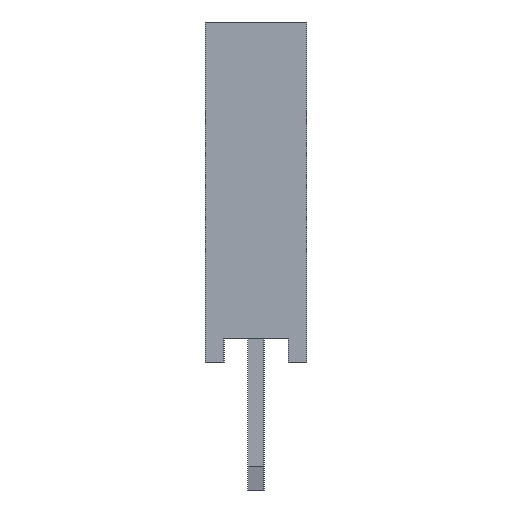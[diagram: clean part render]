
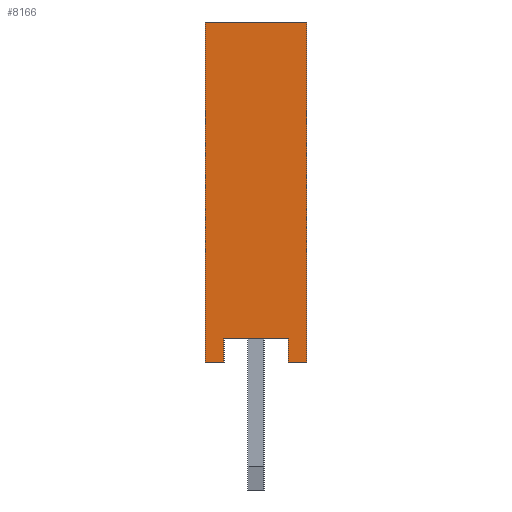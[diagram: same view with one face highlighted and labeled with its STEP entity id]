
A CAD part, left-side view. The second image highlights one B-rep face of the part: STEP entity #8166.
In plain terms, the highlighted planar face has unit normal (-1, 0, 0).
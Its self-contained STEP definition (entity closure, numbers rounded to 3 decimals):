
#85 = CARTESIAN_POINT ( 'NONE',  ( -1.27, 2.07, 0.6 ) ) ;
#254 = ORIENTED_EDGE ( 'NONE', *, *, #11961, .F. ) ;
#411 = DIRECTION ( 'NONE',  ( 0., 0., -1. ) ) ;
#430 = ORIENTED_EDGE ( 'NONE', *, *, #1213, .T. ) ;
#432 = LINE ( 'NONE', #7714, #3238 ) ;
#558 = LINE ( 'NONE', #8896, #15045 ) ;
#601 = CARTESIAN_POINT ( 'NONE',  ( -1.27, 2.54, 8.5 ) ) ;
#764 = CARTESIAN_POINT ( 'NONE',  ( -1.27, 2.54, 8.5 ) ) ;
#1151 = CARTESIAN_POINT ( 'NONE',  ( -1.27, 2.54, 8.5 ) ) ;
#1182 = VECTOR ( 'NONE', #6978, 1000. ) ;
#1213 = EDGE_CURVE ( 'NONE', #11142, #1457, #10369, .T. ) ;
#1457 = VERTEX_POINT ( 'NONE', #9900 ) ;
#1532 = VECTOR ( 'NONE', #4290, 1000. ) ;
#1625 = CARTESIAN_POINT ( 'NONE',  ( -1.27, 2.54, 0. ) ) ;
#1807 = ORIENTED_EDGE ( 'NONE', *, *, #6975, .F. ) ;
#1967 = EDGE_LOOP ( 'NONE', ( #8865, #6774, #4694, #12586, #5048, #1807, #254, #430 ) ) ;
#2182 = CARTESIAN_POINT ( 'NONE',  ( -1.27, 2.07, 0. ) ) ;
#3038 = EDGE_CURVE ( 'NONE', #1457, #12520, #15224, .T. ) ;
#3096 = VECTOR ( 'NONE', #411, 1000. ) ;
#3153 = FACE_OUTER_BOUND ( 'NONE', #1967, .T. ) ;
#3238 = VECTOR ( 'NONE', #9220, 1000. ) ;
#3280 = LINE ( 'NONE', #13022, #1182 ) ;
#3707 = VERTEX_POINT ( 'NONE', #9296 ) ;
#4009 = VECTOR ( 'NONE', #10880, 1000. ) ;
#4290 = DIRECTION ( 'NONE',  ( 0., 0., -1. ) ) ;
#4312 = CARTESIAN_POINT ( 'NONE',  ( -1.27, 2.54, 0. ) ) ;
#4432 = PLANE ( 'NONE',  #10308 ) ;
#4479 = LINE ( 'NONE', #15545, #4009 ) ;
#4515 = DIRECTION ( 'NONE',  ( 1., 0., 0. ) ) ;
#4694 = ORIENTED_EDGE ( 'NONE', *, *, #4879, .F. ) ;
#4879 = EDGE_CURVE ( 'NONE', #8950, #13221, #3280, .T. ) ;
#5048 = ORIENTED_EDGE ( 'NONE', *, *, #10197, .T. ) ;
#6527 = DIRECTION ( 'NONE',  ( 0., -1., 0. ) ) ;
#6774 = ORIENTED_EDGE ( 'NONE', *, *, #6956, .F. ) ;
#6900 = VERTEX_POINT ( 'NONE', #13952 ) ;
#6956 = EDGE_CURVE ( 'NONE', #13221, #12520, #558, .T. ) ;
#6975 = EDGE_CURVE ( 'NONE', #6900, #3707, #10311, .T. ) ;
#6978 = DIRECTION ( 'NONE',  ( 0., 1., 0. ) ) ;
#7413 = CARTESIAN_POINT ( 'NONE',  ( -1.27, 0.47, 0. ) ) ;
#7714 = CARTESIAN_POINT ( 'NONE',  ( -1.27, 2.54, 8.5 ) ) ;
#7972 = DIRECTION ( 'NONE',  ( 0., 0., -1. ) ) ;
#8166 = ADVANCED_FACE ( 'NONE', ( #3153 ), #4432, .F. ) ;
#8865 = ORIENTED_EDGE ( 'NONE', *, *, #3038, .T. ) ;
#8896 = CARTESIAN_POINT ( 'NONE',  ( -1.27, 2.07, 0.6 ) ) ;
#8950 = VERTEX_POINT ( 'NONE', #13468 ) ;
#9207 = DIRECTION ( 'NONE',  ( 0., -1., 0. ) ) ;
#9220 = DIRECTION ( 'NONE',  ( 0., -1., 0. ) ) ;
#9296 = CARTESIAN_POINT ( 'NONE',  ( -1.27, 0., 0. ) ) ;
#9900 = CARTESIAN_POINT ( 'NONE',  ( -1.27, 2.54, 0. ) ) ;
#10197 = EDGE_CURVE ( 'NONE', #10358, #3707, #10273, .T. ) ;
#10273 = LINE ( 'NONE', #1625, #10345 ) ;
#10308 = AXIS2_PLACEMENT_3D ( 'NONE', #601, #4515, #7972 ) ;
#10311 = LINE ( 'NONE', #13784, #3096 ) ;
#10345 = VECTOR ( 'NONE', #6527, 1000. ) ;
#10358 = VERTEX_POINT ( 'NONE', #7413 ) ;
#10369 = LINE ( 'NONE', #764, #1532 ) ;
#10880 = DIRECTION ( 'NONE',  ( 0., 0., 1. ) ) ;
#11142 = VERTEX_POINT ( 'NONE', #1151 ) ;
#11961 = EDGE_CURVE ( 'NONE', #11142, #6900, #432, .T. ) ;
#12058 = EDGE_CURVE ( 'NONE', #10358, #8950, #4479, .T. ) ;
#12520 = VERTEX_POINT ( 'NONE', #2182 ) ;
#12586 = ORIENTED_EDGE ( 'NONE', *, *, #12058, .F. ) ;
#13022 = CARTESIAN_POINT ( 'NONE',  ( -1.27, 0.47, 0.6 ) ) ;
#13221 = VERTEX_POINT ( 'NONE', #85 ) ;
#13468 = CARTESIAN_POINT ( 'NONE',  ( -1.27, 0.47, 0.6 ) ) ;
#13665 = VECTOR ( 'NONE', #9207, 1000. ) ;
#13723 = DIRECTION ( 'NONE',  ( 0., 0., -1. ) ) ;
#13784 = CARTESIAN_POINT ( 'NONE',  ( -1.27, 0., 8.5 ) ) ;
#13952 = CARTESIAN_POINT ( 'NONE',  ( -1.27, 0., 8.5 ) ) ;
#15045 = VECTOR ( 'NONE', #13723, 1000. ) ;
#15224 = LINE ( 'NONE', #4312, #13665 ) ;
#15545 = CARTESIAN_POINT ( 'NONE',  ( -1.27, 0.47, 0.6 ) ) ;
